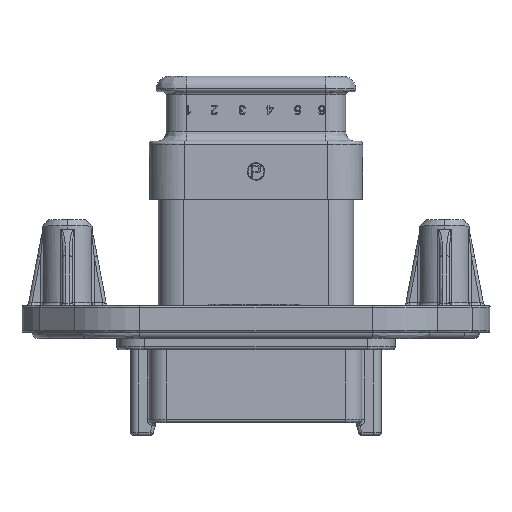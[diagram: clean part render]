
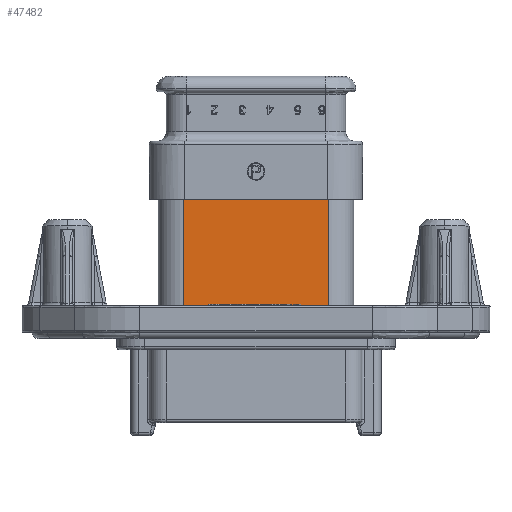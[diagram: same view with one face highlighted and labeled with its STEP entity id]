
A CAD part, top view. The second image highlights one B-rep face of the part: STEP entity #47482.
In plain terms, the highlighted planar face has unit normal (0, 0, 1).
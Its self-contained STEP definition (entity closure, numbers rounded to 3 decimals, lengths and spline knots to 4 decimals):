
#4951 = VECTOR ( 'NONE', #10225, 39.3701 ) ;
#7180 = ORIENTED_EDGE ( 'NONE', *, *, #38914, .T. ) ;
#8258 = VERTEX_POINT ( 'NONE', #63810 ) ;
#8479 = CARTESIAN_POINT ( 'NONE',  ( -0.4587, 1.0118, 0.3563 ) ) ;
#10225 = DIRECTION ( 'NONE',  ( 0., 1., 0. ) ) ;
#10396 = CARTESIAN_POINT ( 'NONE',  ( 0., 1.0118, 0.3563 ) ) ;
#10595 = ORIENTED_EDGE ( 'NONE', *, *, #88048, .F. ) ;
#14271 = LINE ( 'NONE', #39910, #99103 ) ;
#16006 = DIRECTION ( 'NONE',  ( 1., 0., 0. ) ) ;
#20364 = AXIS2_PLACEMENT_3D ( 'NONE', #31521, #30192, #16006 ) ;
#21957 = LINE ( 'NONE', #94211, #4951 ) ;
#22385 = ORIENTED_EDGE ( 'NONE', *, *, #41152, .T. ) ;
#28346 = VECTOR ( 'NONE', #64551, 39.3701 ) ;
#30192 = DIRECTION ( 'NONE',  ( 0., 0., 1. ) ) ;
#30487 = VERTEX_POINT ( 'NONE', #44329 ) ;
#31521 = CARTESIAN_POINT ( 'NONE',  ( 0.622, 0., 0.3563 ) ) ;
#33589 = EDGE_CURVE ( 'NONE', #52936, #66033, #48908, .T. ) ;
#38914 = EDGE_CURVE ( 'NONE', #8258, #30487, #91852, .T. ) ;
#39910 = CARTESIAN_POINT ( 'NONE',  ( -0.4587, 1.0076, 0.3563 ) ) ;
#41152 = EDGE_CURVE ( 'NONE', #52936, #8258, #21957, .T. ) ;
#43775 = DIRECTION ( 'NONE',  ( -1., 0., 0. ) ) ;
#44329 = CARTESIAN_POINT ( 'NONE',  ( -0.4587, 1.9881, 0.3563 ) ) ;
#44789 = ORIENTED_EDGE ( 'NONE', *, *, #33589, .F. ) ;
#47482 = ADVANCED_FACE ( 'NONE', ( #75133 ), #92259, .T. ) ;
#48908 = LINE ( 'NONE', #10396, #28346 ) ;
#52936 = VERTEX_POINT ( 'NONE', #79630 ) ;
#60057 = CARTESIAN_POINT ( 'NONE',  ( 0.4684, 1.9881, 0.3563 ) ) ;
#63810 = CARTESIAN_POINT ( 'NONE',  ( 0.4587, 1.9881, 0.3563 ) ) ;
#64551 = DIRECTION ( 'NONE',  ( -1., 0., 0. ) ) ;
#66033 = VERTEX_POINT ( 'NONE', #8479 ) ;
#72422 = VECTOR ( 'NONE', #43775, 39.3701 ) ;
#75133 = FACE_OUTER_BOUND ( 'NONE', #87621, .T. ) ;
#79630 = CARTESIAN_POINT ( 'NONE',  ( 0.4587, 1.0118, 0.3563 ) ) ;
#86715 = DIRECTION ( 'NONE',  ( 0., 1., 0. ) ) ;
#87621 = EDGE_LOOP ( 'NONE', ( #22385, #7180, #10595, #44789 ) ) ;
#88048 = EDGE_CURVE ( 'NONE', #66033, #30487, #14271, .T. ) ;
#91852 = LINE ( 'NONE', #60057, #72422 ) ;
#92259 = PLANE ( 'NONE',  #20364 ) ;
#94211 = CARTESIAN_POINT ( 'NONE',  ( 0.4587, 0., 0.3563 ) ) ;
#99103 = VECTOR ( 'NONE', #86715, 39.3701 ) ;
